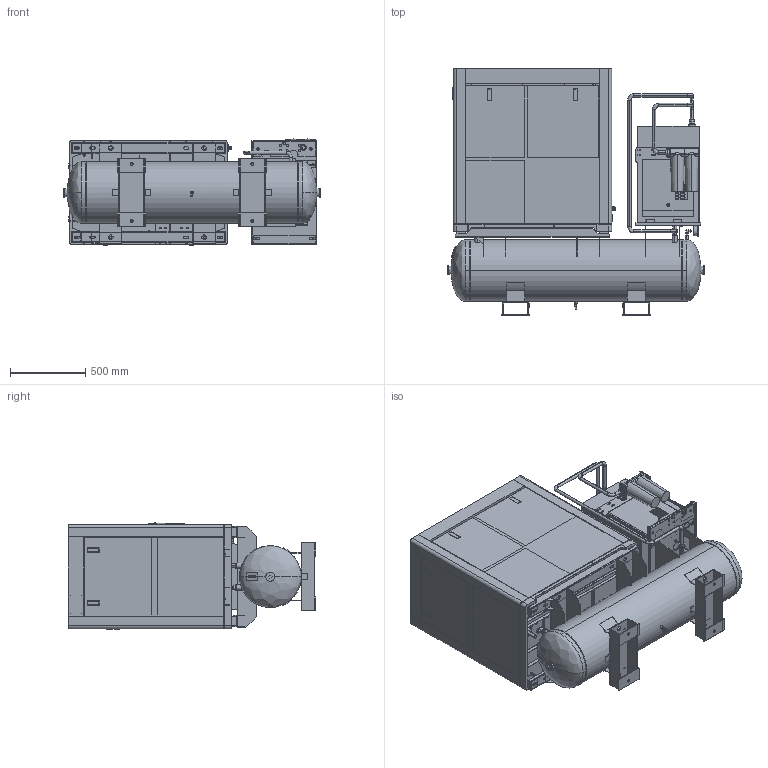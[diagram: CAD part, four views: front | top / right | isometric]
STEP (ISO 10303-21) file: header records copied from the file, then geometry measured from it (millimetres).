
FILE_DESCRIPTION (( 'STEP AP203' ), '1' );
FILE_NAME ('WBSZ&WBVZ-11KW_defeat.STEP', '2024-04-03T15:10:30', ( '' ), ( '' ), 'SwSTEP 2.0', 'SolidWorks 2022', '' );
FILE_SCHEMA (( 'CONFIG_CONTROL_DESIGN' ));
Products named in the file (1): WBSZ&WBVZ-11KW_defeat
Bounding box: 1704 x 1637 x 703.14 mm (x, y, z)
Surface area: 19003568 mm2 (no closed solid volume)
Topology: 0 solids, 176 shells, 2117 faces, 15914 edges, 13674 vertices
Faces by surface type: plane 1543, cylinder 494, bspline 54, cone 26
Entity records: 158375 total; most frequent: CARTESIAN_POINT 40720, DIRECTION 23083, ORIENTED_EDGE 19508, EDGE_CURVE 15904, VERTEX_POINT 13674, LINE 11725, VECTOR 11725, AXIS2_PLACEMENT_3D 5679
